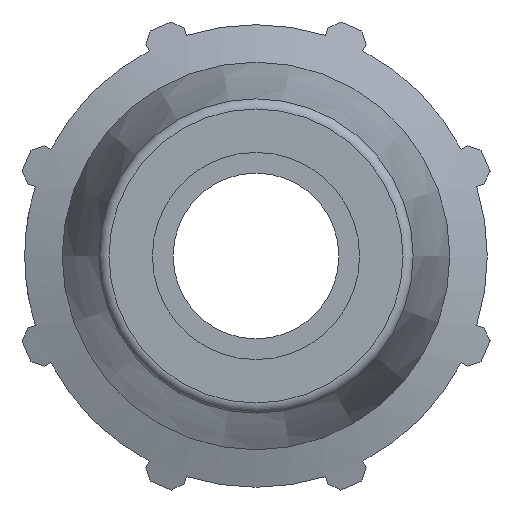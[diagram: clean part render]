
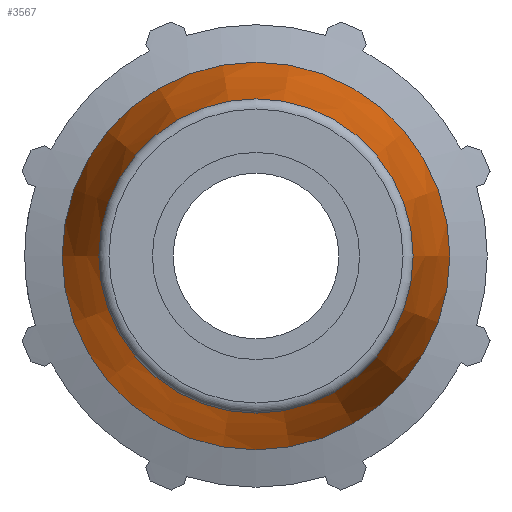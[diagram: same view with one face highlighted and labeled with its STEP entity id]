
A CAD part, left-side view. The second image highlights one B-rep face of the part: STEP entity #3567.
In plain terms, the highlighted conical face has half-angle 12 degrees and reference radius 16.852 mm.
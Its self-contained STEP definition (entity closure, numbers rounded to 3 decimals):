
#149=FACE_BOUND('',#562,.T.);
#352=FACE_OUTER_BOUND('',#561,.T.);
#561=EDGE_LOOP('',(#2730));
#562=EDGE_LOOP('',(#2731));
#797=CIRCLE('',#3752,18.705);
#831=CIRCLE('',#3842,15.168);
#1515=VERTEX_POINT('',#5301);
#1599=VERTEX_POINT('',#5773);
#1894=EDGE_CURVE('',#1515,#1515,#797,.T.);
#2022=EDGE_CURVE('',#1599,#1599,#831,.T.);
#2730=ORIENTED_EDGE('',*,*,#1894,.F.);
#2731=ORIENTED_EDGE('',*,*,#2022,.T.);
#3272=CONICAL_SURFACE('',#3844,16.852,12.);
#3567=ADVANCED_FACE('',(#352,#149),#3272,.T.);
#3752=AXIS2_PLACEMENT_3D('',#5302,#4238,#4239);
#3842=AXIS2_PLACEMENT_3D('',#5774,#4484,#4485);
#3844=AXIS2_PLACEMENT_3D('',#5777,#4488,#4489);
#4238=DIRECTION('center_axis',(1.,0.,0.));
#4239=DIRECTION('ref_axis',(0.,0.,-1.));
#4484=DIRECTION('center_axis',(1.,0.,0.));
#4485=DIRECTION('ref_axis',(0.,-1.,0.));
#4488=DIRECTION('center_axis',(1.,0.,0.));
#4489=DIRECTION('ref_axis',(0.,1.,0.));
#5301=CARTESIAN_POINT('',(-43.571,18.705,0.));
#5302=CARTESIAN_POINT('Origin',(-43.571,0.,0.));
#5773=CARTESIAN_POINT('',(-60.208,15.168,0.));
#5774=CARTESIAN_POINT('Origin',(-60.208,0.,0.));
#5777=CARTESIAN_POINT('Origin',(-52.286,0.,0.));
